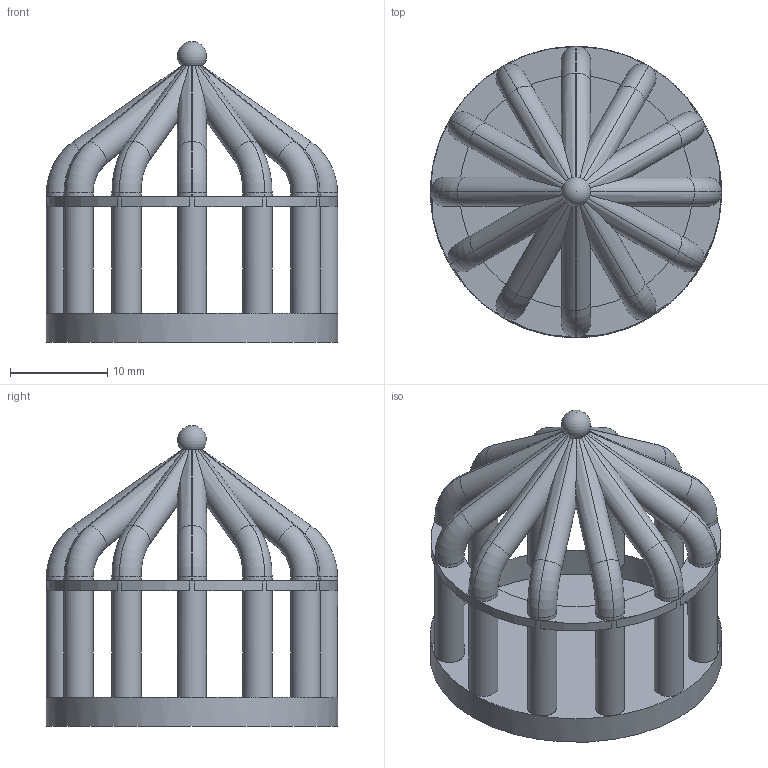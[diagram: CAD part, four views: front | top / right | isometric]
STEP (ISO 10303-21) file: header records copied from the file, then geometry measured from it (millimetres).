
FILE_DESCRIPTION(/* description */ (''),/* implementation_level */ '2;1');
FILE_NAME(/* name */ 'revised_cage.step',/* time_stamp */ '2025-10-01T11:05:03-04:00',/* author */ (''),/* organization */ (''),/* preprocessor_version */ 'ST-DEVELOPER v20.1',/* originating_system */ 'Autodesk Translation Framework v14.17.0.0',/* authorisation */ '');
FILE_SCHEMA (('AUTOMOTIVE_DESIGN { 1 0 10303 214 3 1 1 }'));
Length unit declared in the file: millimetre
Products named in the file (1): revised_cage02
Bounding box: 30 x 30 x 31 mm (x, y, z)
Volume: 4690.1 mm3; surface area: 5046.2 mm2
Topology: 1 solids, 2 shells, 210 faces, 604 edges, 350 vertices
Faces by surface type: cylinder 122, plane 38, torus 24, bspline 24, sphere 2
Full cylindrical faces by diameter (mm): 3 x12, 24 x1, 30 x1
Entity records: 7213 total; most frequent: CARTESIAN_POINT 1526, DIRECTION 1334, ORIENTED_EDGE 1204, EDGE_CURVE 602, AXIS2_PLACEMENT_3D 594, CIRCLE 383, VERTEX_POINT 350, FACE_OUTER_BOUND 210
